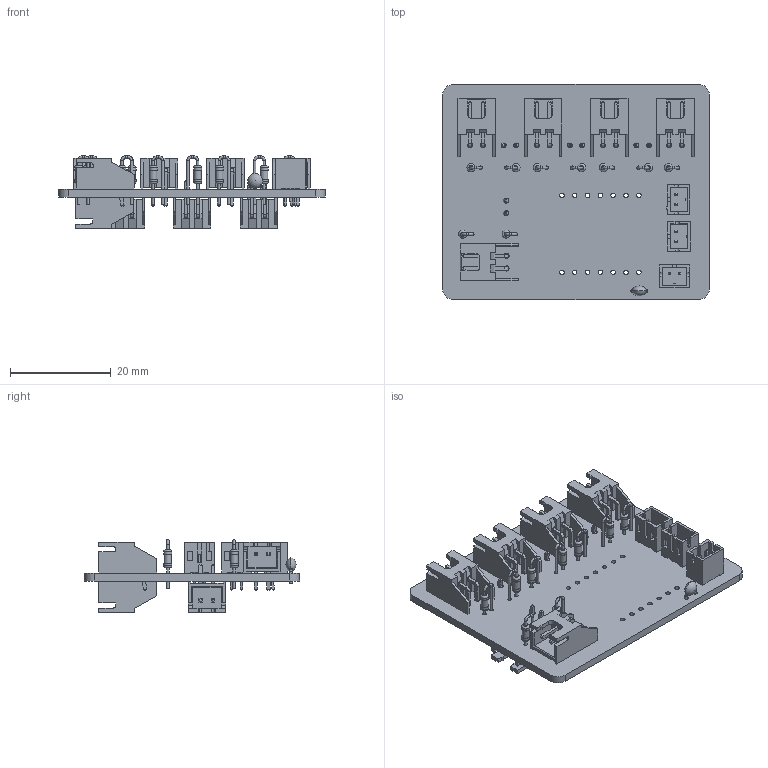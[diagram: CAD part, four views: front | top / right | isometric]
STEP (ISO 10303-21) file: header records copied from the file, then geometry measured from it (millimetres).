
FILE_DESCRIPTION(('KiCad electronic assembly'),'2;1');
FILE_NAME('fsr_right.step','2025-08-16T14:00:32',('Pcbnew'),('Kicad'), 'Open CASCADE STEP processor 7.8','KiCad to STEP converter','Unknown' );
FILE_SCHEMA(('AUTOMOTIVE_DESIGN { 1 0 10303 214 1 1 1 1 }'));
Length unit declared in the file: millimetre
Products named in the file (6): fsr_right 1; JST_XH_S2B-XH-A_1x02_P2.50mm_Horizontal; R_Axial_DIN0204_L3.6mm_D1.6mm_P1.90mm_Vertical; JST_PH_B2B-PH-K_1x02_P2.00mm_Vertical; C_Disc_D3.0mm_W2.0mm_P2.50mm; fsr_right_PCB
Assembly tree (23 placements, depth 2):
  fsr_right 1
    JST_XH_S2B-XH-A_1x02_P2.50mm_Horizontal  x9
    R_Axial_DIN0204_L3.6mm_D1.6mm_P1.90mm_Vertical  x9
    JST_PH_B2B-PH-K_1x02_P2.00mm_Vertical  x3
    C_Disc_D3.0mm_W2.0mm_P2.50mm
    fsr_right_PCB
Bounding box: 52.76 x 42.6 x 14.38 mm (x, y, z)
Volume: 5317.4 mm3; surface area: 10850.9 mm2
Topology: 23 solids, 23 shells, 1457 faces, 3823 edges, 2491 vertices
Faces by surface type: plane 1208, cylinder 209, torus 36, revolution 2, sphere 2
Full cylindrical faces by diameter (mm): 0.5 x38, 0.7 x18, 0.75 x6, 0.8 x2, 0.889 x14, 1 x18, 1.44 x9, 1.6 x18
Entity records: 11503 total; most frequent: CARTESIAN_POINT 1863, DIRECTION 1606, ORIENTED_EDGE 1594, EDGE_CURVE 797, LINE 608, VECTOR 608, VERTEX_POINT 523, AXIS2_PLACEMENT_3D 498
